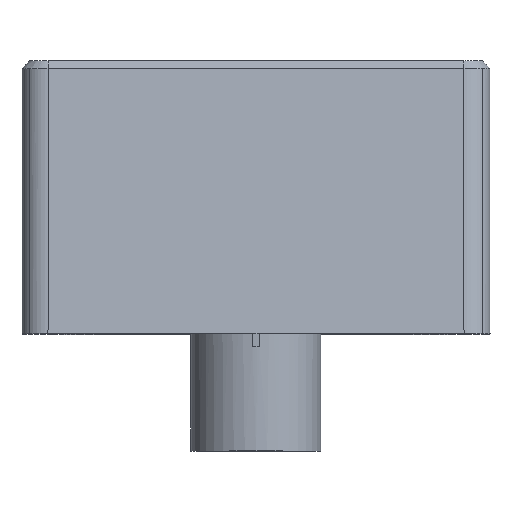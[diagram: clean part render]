
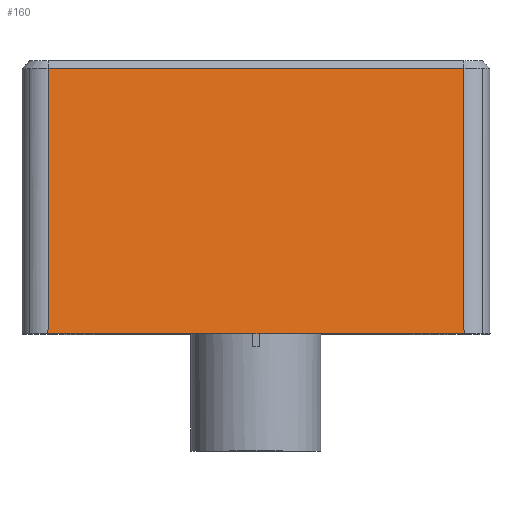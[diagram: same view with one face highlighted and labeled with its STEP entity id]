
A CAD part, top view. The second image highlights one B-rep face of the part: STEP entity #160.
In plain terms, the highlighted planar face has unit normal (0, 0.141, 0.99).
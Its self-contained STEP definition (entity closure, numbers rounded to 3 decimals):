
#160=ADVANCED_FACE('',(#345),#346,.F.);
#345=FACE_OUTER_BOUND('',#900,.T.);
#346=PLANE('',#901);
#900=EDGE_LOOP('',(#1681,#1682,#1683,#1684));
#901=AXIS2_PLACEMENT_3D('',#1685,#1686,#1687);
#1681=ORIENTED_EDGE('',*,*,#1944,.F.);
#1682=ORIENTED_EDGE('',*,*,#1799,.F.);
#1683=ORIENTED_EDGE('',*,*,#2038,.F.);
#1684=ORIENTED_EDGE('',*,*,#2039,.F.);
#1685=CARTESIAN_POINT('',(9.,0.0,9.0));
#1686=DIRECTION('',(0.,-0.141,-0.99));
#1687=DIRECTION('',(0.0,-0.99,0.141));
#1799=EDGE_CURVE('',#2068,#2070,#2071,.T.);
#1944=EDGE_CURVE('',#2070,#2317,#2318,.T.);
#2038=EDGE_CURVE('',#2466,#2068,#2467,.T.);
#2039=EDGE_CURVE('',#2317,#2466,#2468,.T.);
#2068=VERTEX_POINT('',#2511);
#2070=VERTEX_POINT('',#2513);
#2071=LINE('',#2514,#2515);
#2317=VERTEX_POINT('',#2862);
#2318=LINE('',#2863,#2864);
#2466=VERTEX_POINT('',#3168);
#2467=LINE('',#3169,#3170);
#2468=LINE('',#3171,#3172);
#2511=CARTESIAN_POINT('',(-8.,0.0,9.0));
#2513=CARTESIAN_POINT('',(-8.,10.203,7.542));
#2514=CARTESIAN_POINT('',(-8.,0.,9.));
#2515=VECTOR('',#3257,10.0);
#2862=CARTESIAN_POINT('',(8.,10.203,7.542));
#2863=CARTESIAN_POINT('',(4.5,10.203,7.542));
#2864=VECTOR('',#3493,10.0);
#3168=CARTESIAN_POINT('',(8.,0.0,9.0));
#3169=CARTESIAN_POINT('',(9.,0.0,9.0));
#3170=VECTOR('',#3606,10.0);
#3171=CARTESIAN_POINT('',(8.,0.615,8.912));
#3172=VECTOR('',#3607,10.0);
#3257=DIRECTION('',(0.,0.99,-0.141));
#3493=DIRECTION('',(1.0,0.,0.));
#3606=DIRECTION('',(-1.0,0.0,0.));
#3607=DIRECTION('',(0.,-0.99,0.141));
